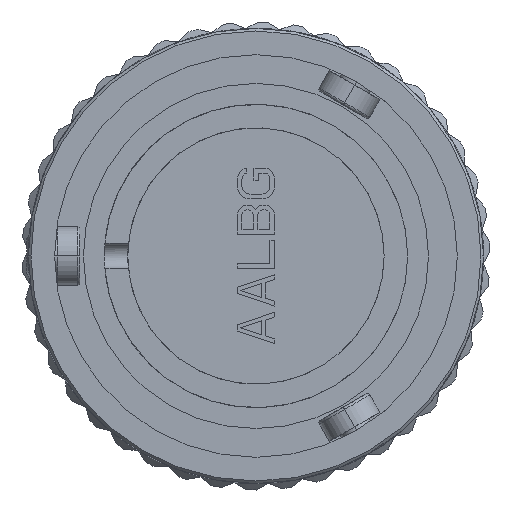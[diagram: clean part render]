
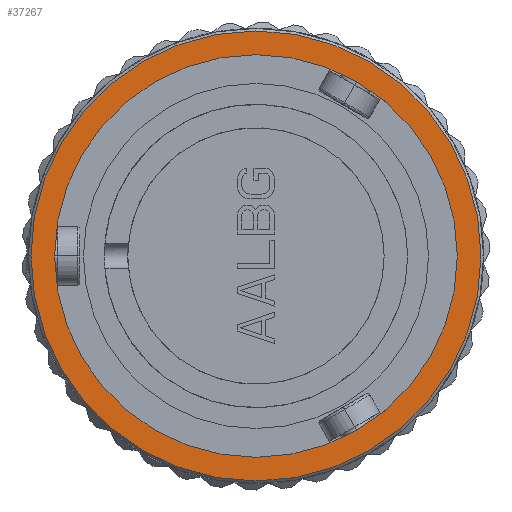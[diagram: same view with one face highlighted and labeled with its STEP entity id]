
A CAD part, left-side view. The second image highlights one B-rep face of the part: STEP entity #37267.
In plain terms, the highlighted planar face has unit normal (-1, 0, 0).
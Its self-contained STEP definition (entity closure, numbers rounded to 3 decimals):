
#14735=CARTESIAN_POINT('',(4.15,0.,0.));
#14736=DIRECTION('',(1.,0.,0.));
#14737=DIRECTION('',(0.,1.,0.));
#14738=AXIS2_PLACEMENT_3D('',#14735,#14736,#14737);
#14740=CARTESIAN_POINT('',(4.15,0.,0.));
#14741=DIRECTION('',(-1.,0.,0.));
#14742=DIRECTION('',(0.,1.,0.));
#14743=AXIS2_PLACEMENT_3D('',#14740,#14741,#14742);
#14745=CARTESIAN_POINT('',(4.15,0.,0.));
#14746=DIRECTION('',(1.,0.,0.));
#14747=DIRECTION('',(0.,1.,0.));
#14748=AXIS2_PLACEMENT_3D('',#14745,#14746,#14747);
#14750=CARTESIAN_POINT('',(4.15,0.,0.));
#14751=DIRECTION('',(-1.,0.,0.));
#14752=DIRECTION('',(0.,1.,0.));
#14753=AXIS2_PLACEMENT_3D('',#14750,#14751,#14752);
#18694=CARTESIAN_POINT('',(4.15,15.56,0.));
#18695=CARTESIAN_POINT('',(4.15,-15.56,0.));
#18696=VERTEX_POINT('',#18694);
#18697=VERTEX_POINT('',#18695);
#19133=CARTESIAN_POINT('',(4.15,17.39,0.));
#19134=VERTEX_POINT('',#19133);
#19135=CARTESIAN_POINT('',(4.15,-17.39,0.));
#19136=VERTEX_POINT('',#19135);
#37252=CARTESIAN_POINT('',(4.15,0.,0.));
#37253=DIRECTION('',(-1.,0.,0.));
#37254=DIRECTION('',(0.,-1.,0.));
#37255=AXIS2_PLACEMENT_3D('',#37252,#37253,#37254);
#37256=PLANE('488',#37255);
#37257=ORIENTED_EDGE('2395',*,*,#37238,.F.);
#37258=ORIENTED_EDGE('2397',*,*,#37220,.T.);
#37259=EDGE_LOOP('488',(#37257,#37258));
#37260=FACE_OUTER_BOUND('488',#37259,.F.);
#37262=ORIENTED_EDGE('2082',*,*,#37261,.F.);
#37264=ORIENTED_EDGE('2080',*,*,#37263,.T.);
#37265=EDGE_LOOP('488',(#37262,#37264));
#37266=FACE_BOUND('488',#37265,.F.);
#14739=CIRCLE('2397',#14738,17.39);
#14744=CIRCLE('2395',#14743,17.39);
#14749=CIRCLE('2082',#14748,15.56);
#14754=CIRCLE('2080',#14753,15.56);
#37220=EDGE_CURVE('2397',#19134,#19136,#14739,.T.);
#37238=EDGE_CURVE('2395',#19134,#19136,#14744,.T.);
#37261=EDGE_CURVE('2082',#18696,#18697,#14749,.T.);
#37263=EDGE_CURVE('2080',#18696,#18697,#14754,.T.);
#37267=ADVANCED_FACE('488',(#37260,#37266),#37256,.T.);
